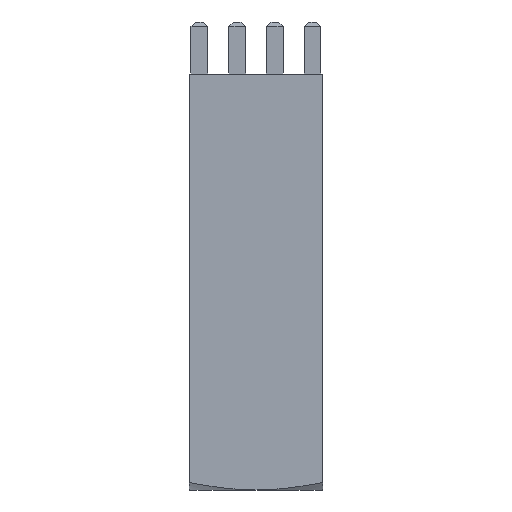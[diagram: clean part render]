
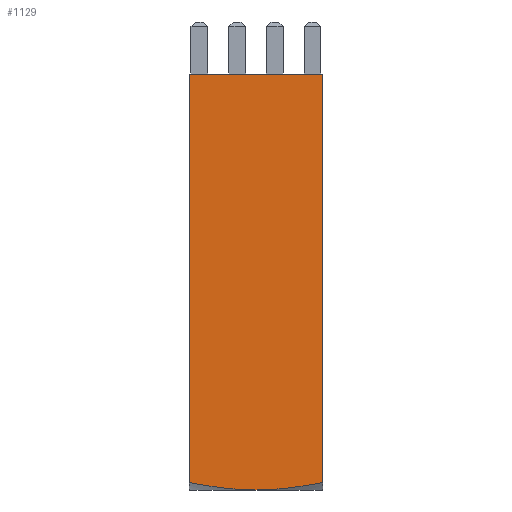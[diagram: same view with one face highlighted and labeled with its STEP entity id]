
A CAD part, left-side view. The second image highlights one B-rep face of the part: STEP entity #1129.
In plain terms, the highlighted planar face has unit normal (-1, 0, 0).
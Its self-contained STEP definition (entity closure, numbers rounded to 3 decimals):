
#11 = ORIENTED_EDGE ( 'NONE', *, *, #3364, .T. ) ;
#116 = LINE ( 'NONE', #3827, #1302 ) ;
#204 = B_SPLINE_CURVE_WITH_KNOTS ( 'NONE', 3,
 ( #857, #2220, #3875, #1837, #1199, #565 ),
 .UNSPECIFIED., .F., .F.,
 ( 4, 2, 4 ),
 ( 0.015, 0.017, 0.019 ),
 .UNSPECIFIED. ) ;
#235 = VECTOR ( 'NONE', #1979, 1000. ) ;
#316 = CARTESIAN_POINT ( 'NONE',  ( -4.5, -4.5, 28. ) ) ;
#351 = PLANE ( 'NONE',  #3915 ) ;
#565 = CARTESIAN_POINT ( 'NONE',  ( -4.5, 0., 0. ) ) ;
#653 = VERTEX_POINT ( 'NONE', #1649 ) ;
#720 = CARTESIAN_POINT ( 'NONE',  ( -4.5, -3.755, 0.358 ) ) ;
#857 = CARTESIAN_POINT ( 'NONE',  ( -4.5, 4.5, 0.499 ) ) ;
#889 = EDGE_CURVE ( 'NONE', #4181, #899, #204, .T. ) ;
#899 = VERTEX_POINT ( 'NONE', #4180 ) ;
#940 = B_SPLINE_CURVE_WITH_KNOTS ( 'NONE', 3,
 ( #1354, #2710, #2675, #1012, #720, #1381 ),
 .UNSPECIFIED., .F., .F.,
 ( 4, 2, 4 ),
 ( 0.019, 0.022, 0.024 ),
 .UNSPECIFIED. ) ;
#1012 = CARTESIAN_POINT ( 'NONE',  ( -4.5, -3.004, 0.233 ) ) ;
#1129 = ADVANCED_FACE ( 'NONE', ( #3415 ), #351, .F. ) ;
#1199 = CARTESIAN_POINT ( 'NONE',  ( -4.5, 0.751, 0. ) ) ;
#1228 = ORIENTED_EDGE ( 'NONE', *, *, #1322, .F. ) ;
#1302 = VECTOR ( 'NONE', #2804, 1000. ) ;
#1322 = EDGE_CURVE ( 'NONE', #3532, #653, #116, .T. ) ;
#1354 = CARTESIAN_POINT ( 'NONE',  ( -4.5, 0., 0. ) ) ;
#1358 = CARTESIAN_POINT ( 'NONE',  ( -4.5, -4.5, 28. ) ) ;
#1381 = CARTESIAN_POINT ( 'NONE',  ( -4.5, -4.5, 0.499 ) ) ;
#1621 = EDGE_CURVE ( 'NONE', #1913, #4181, #3074, .T. ) ;
#1649 = CARTESIAN_POINT ( 'NONE',  ( -4.5, -4.5, 0.499 ) ) ;
#1680 = LINE ( 'NONE', #316, #235 ) ;
#1681 = DIRECTION ( 'NONE',  ( 1., 0., 0. ) ) ;
#1837 = CARTESIAN_POINT ( 'NONE',  ( -4.5, 1.503, 0.053 ) ) ;
#1913 = VERTEX_POINT ( 'NONE', #2827 ) ;
#1979 = DIRECTION ( 'NONE',  ( 0., -1., 0. ) ) ;
#2220 = CARTESIAN_POINT ( 'NONE',  ( -4.5, 3.757, 0.359 ) ) ;
#2245 = EDGE_LOOP ( 'NONE', ( #3163, #3347, #11, #1228, #2379 ) ) ;
#2351 = DIRECTION ( 'NONE',  ( 0., 0., -1. ) ) ;
#2379 = ORIENTED_EDGE ( 'NONE', *, *, #3948, .F. ) ;
#2447 = CARTESIAN_POINT ( 'NONE',  ( -4.5, 4.5, 28. ) ) ;
#2675 = CARTESIAN_POINT ( 'NONE',  ( -4.5, -1.504, 0.053 ) ) ;
#2710 = CARTESIAN_POINT ( 'NONE',  ( -4.5, -0.753, 0. ) ) ;
#2804 = DIRECTION ( 'NONE',  ( 0., 0., -1. ) ) ;
#2827 = CARTESIAN_POINT ( 'NONE',  ( -4.5, 4.5, 28. ) ) ;
#3074 = LINE ( 'NONE', #2447, #3601 ) ;
#3136 = CARTESIAN_POINT ( 'NONE',  ( -4.5, -4.5, 28. ) ) ;
#3144 = CARTESIAN_POINT ( 'NONE',  ( -4.5, 4.5, 0.499 ) ) ;
#3163 = ORIENTED_EDGE ( 'NONE', *, *, #1621, .T. ) ;
#3291 = DIRECTION ( 'NONE',  ( 0., 0., -1. ) ) ;
#3347 = ORIENTED_EDGE ( 'NONE', *, *, #889, .T. ) ;
#3364 = EDGE_CURVE ( 'NONE', #899, #653, #940, .T. ) ;
#3415 = FACE_OUTER_BOUND ( 'NONE', #2245, .T. ) ;
#3532 = VERTEX_POINT ( 'NONE', #3136 ) ;
#3601 = VECTOR ( 'NONE', #3291, 1000. ) ;
#3827 = CARTESIAN_POINT ( 'NONE',  ( -4.5, -4.5, 28. ) ) ;
#3875 = CARTESIAN_POINT ( 'NONE',  ( -4.5, 3.01, 0.234 ) ) ;
#3915 = AXIS2_PLACEMENT_3D ( 'NONE', #1358, #1681, #2351 ) ;
#3948 = EDGE_CURVE ( 'NONE', #1913, #3532, #1680, .T. ) ;
#4180 = CARTESIAN_POINT ( 'NONE',  ( -4.5, 0., 0. ) ) ;
#4181 = VERTEX_POINT ( 'NONE', #3144 ) ;
